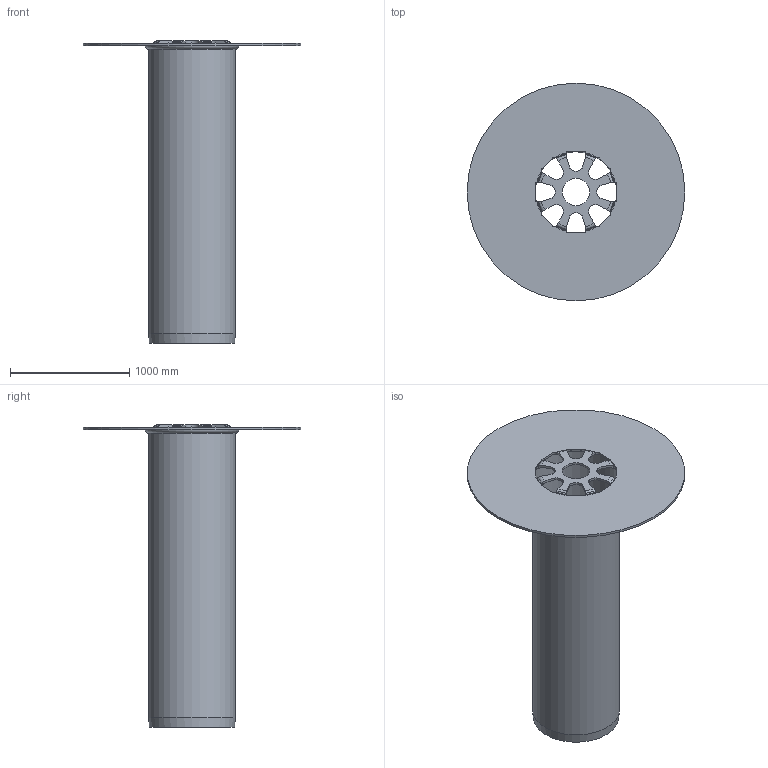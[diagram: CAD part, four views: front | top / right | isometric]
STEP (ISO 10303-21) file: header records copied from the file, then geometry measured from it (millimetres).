
FILE_DESCRIPTION(/* description */ (''),/* implementation_level */ '2;1');
FILE_NAME(/* name */ '16733.070X_3D.stp',/* time_stamp */ '2024-12-12T07:37:52+01:00',/* author */ ('CAD'),/* organization */ (''),/* preprocessor_version */ 'ST-DEVELOPER v20',/* originating_system */ 'AutoCAD Mechanical',/* authorisation */ '');
FILE_SCHEMA (('AUTOMOTIVE_DESIGN { 1 0 10303 214 3 1 1 }'));
Length unit declared in the file: centimetre
Products named in the file (1): Product
Bounding box: 1830 x 1830 x 2540 mm (x, y, z)
Volume: 139783062.9 mm3; surface area: 16527905.6 mm2
Topology: 2 solids, 2 shells, 122 faces, 391 edges, 260 vertices
Faces by surface type: cylinder 37, torus 36, plane 31, cone 18
Full cylindrical faces by diameter (mm): 230 x1, 698 x1, 730 x2, 1830 x1
Entity records: 4843 total; most frequent: CARTESIAN_POINT 1340, ORIENTED_EDGE 782, DIRECTION 716, EDGE_CURVE 391, AXIS2_PLACEMENT_3D 285, VERTEX_POINT 260, CIRCLE 162, LINE 146
